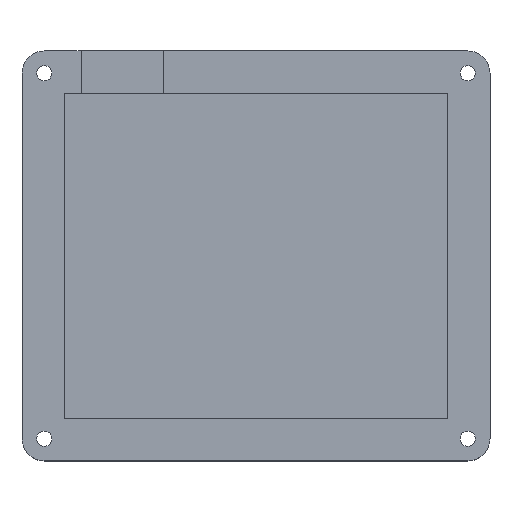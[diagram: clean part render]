
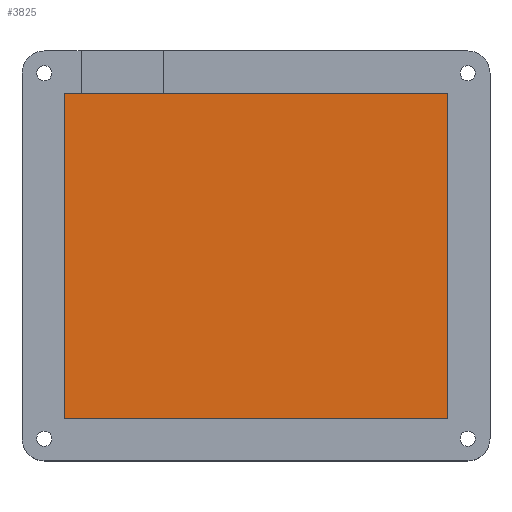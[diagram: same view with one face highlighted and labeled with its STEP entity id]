
A CAD part, top view. The second image highlights one B-rep face of the part: STEP entity #3825.
In plain terms, the highlighted planar face has unit normal (0, 0, 1).
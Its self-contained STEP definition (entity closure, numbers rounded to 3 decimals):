
#144=PLANE('',#3942);
#343=FACE_OUTER_BOUND('',#570,.T.);
#570=EDGE_LOOP('',(#3448,#3449,#3450,#3451));
#877=LINE('',#7656,#1178);
#879=LINE('',#7660,#1180);
#880=LINE('',#7662,#1181);
#881=LINE('',#7663,#1182);
#1178=VECTOR('',#4428,10.);
#1180=VECTOR('',#4432,10.);
#1181=VECTOR('',#4433,10.);
#1182=VECTOR('',#4434,10.);
#1801=VERTEX_POINT('',#7653);
#1802=VERTEX_POINT('',#7655);
#1803=VERTEX_POINT('',#7659);
#1804=VERTEX_POINT('',#7661);
#2357=EDGE_CURVE('',#1801,#1802,#877,.T.);
#2359=EDGE_CURVE('',#1803,#1801,#879,.T.);
#2360=EDGE_CURVE('',#1804,#1803,#880,.T.);
#2361=EDGE_CURVE('',#1802,#1804,#881,.T.);
#3448=ORIENTED_EDGE('',*,*,#2359,.F.);
#3449=ORIENTED_EDGE('',*,*,#2360,.F.);
#3450=ORIENTED_EDGE('',*,*,#2361,.F.);
#3451=ORIENTED_EDGE('',*,*,#2357,.F.);
#3825=ADVANCED_FACE('',(#343),#144,.T.);
#3942=AXIS2_PLACEMENT_3D('',#7658,#4430,#4431);
#4428=DIRECTION('',(1.,0.,0.));
#4430=DIRECTION('center_axis',(0.,0.,1.));
#4431=DIRECTION('ref_axis',(1.,0.,0.));
#4432=DIRECTION('',(0.,1.,0.));
#4433=DIRECTION('',(-1.,0.,0.));
#4434=DIRECTION('',(0.,-1.,0.));
#7653=CARTESIAN_POINT('',(0.,73.,3.));
#7655=CARTESIAN_POINT('',(86.,73.,3.));
#7656=CARTESIAN_POINT('',(21.5,73.,3.));
#7658=CARTESIAN_POINT('Origin',(43.,36.5,3.));
#7659=CARTESIAN_POINT('',(0.,0.,3.));
#7660=CARTESIAN_POINT('',(0.,18.25,3.));
#7661=CARTESIAN_POINT('',(86.,0.,3.));
#7662=CARTESIAN_POINT('',(64.5,0.,3.));
#7663=CARTESIAN_POINT('',(86.,54.75,3.));
